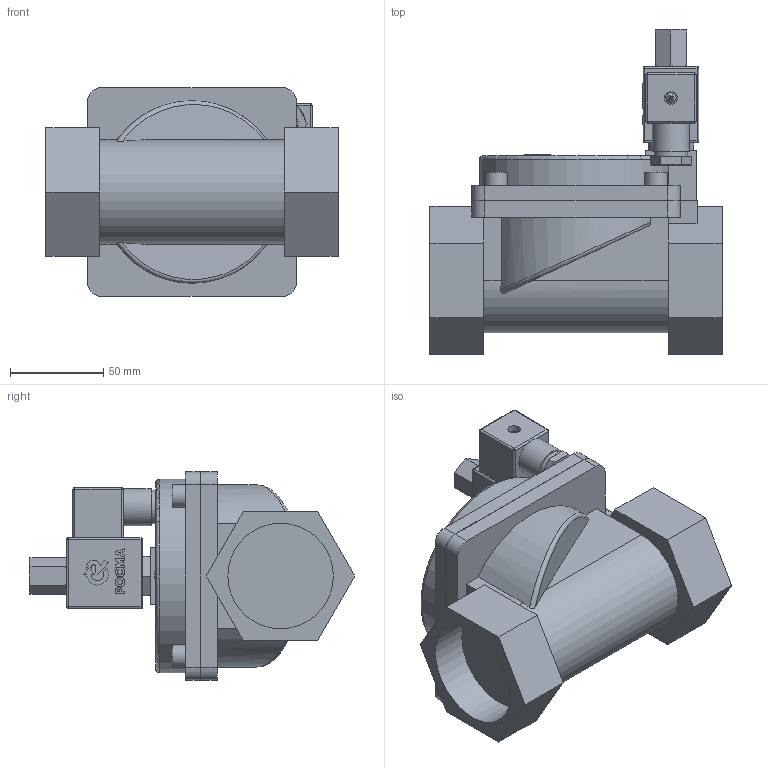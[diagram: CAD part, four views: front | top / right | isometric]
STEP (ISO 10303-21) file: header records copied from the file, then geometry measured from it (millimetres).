
FILE_DESCRIPTION(/* description */ ('СК-21-50-ВД'),/* implementation_level */ '2;1');
FILE_NAME(/* name */ 'СК-21-50-ВД.stp',/* time_stamp */ '2023-04-05T15:08:22+03:00',/* author */ ('Tech'),/* organization */ (''),/* preprocessor_version */ 'ST-DEVELOPER v18.1',/* originating_system */ 'Autodesk Inventor 2021',/* authorisation */ '');
FILE_SCHEMA (('AUTOMOTIVE_DESIGN { 1 0 10303 214 3 1 1 }'));
Length unit declared in the file: millimetre
Products named in the file (1): СК-21-50-ВД
Bounding box: 157 x 174.79 x 112 mm (x, y, z)
Volume: 900852.3 mm3; surface area: 111331.5 mm2
Topology: 3 solids, 3 shells, 363 faces, 924 edges, 601 vertices
Faces by surface type: plane 245, cylinder 86, cone 14, sphere 13, torus 3, bspline 2
Full cylindrical faces by diameter (mm): 2.584 x1, 3 x2, 4.5 x1, 5.115 x1, 5.5 x2, 6.8 x1, 10 x1, 10.25 x1, 12 x6, 12.3 x1, 13 x1, 16.5 x2, 16.7 x1, 18 x1, 20 x1, 56.656 x2
Entity records: 11174 total; most frequent: CARTESIAN_POINT 2216, ORIENTED_EDGE 1846, DIRECTION 1837, EDGE_CURVE 923, LINE 633, VECTOR 633, AXIS2_PLACEMENT_3D 602, VERTEX_POINT 601
